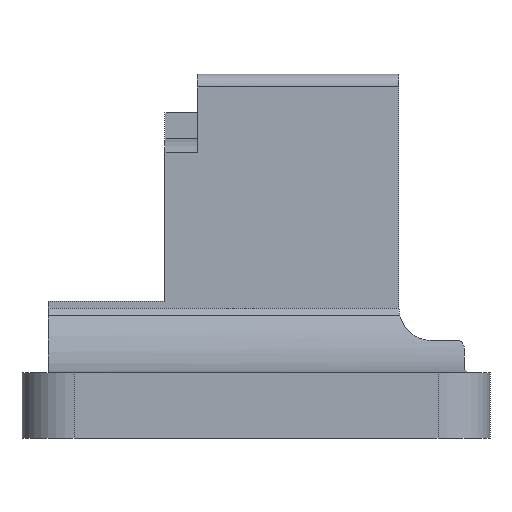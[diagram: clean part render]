
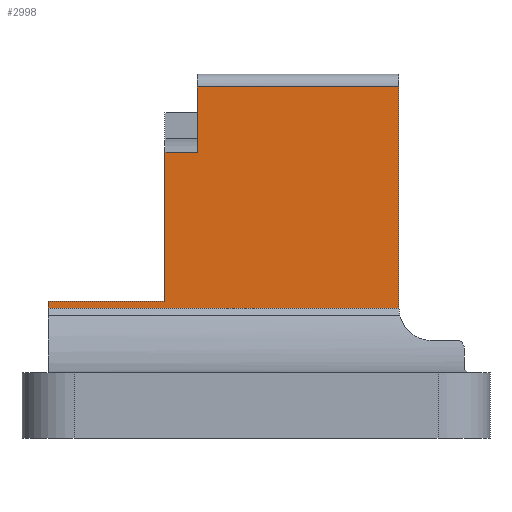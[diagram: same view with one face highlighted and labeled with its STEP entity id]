
A CAD part, front view. The second image highlights one B-rep face of the part: STEP entity #2998.
In plain terms, the highlighted planar face has unit normal (0, -1, 0).
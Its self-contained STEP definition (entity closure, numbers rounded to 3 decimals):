
#307 = PLANE('',#308);
#308 = AXIS2_PLACEMENT_3D('',#309,#310,#311);
#309 = CARTESIAN_POINT('',(-123.,-8.5,50.));
#310 = DIRECTION('',(-1.,0.,0.));
#311 = DIRECTION('',(0.,1.,0.));
#1358 = PLANE('',#1359);
#1359 = AXIS2_PLACEMENT_3D('',#1360,#1361,#1362);
#1360 = CARTESIAN_POINT('',(-59.,-13.5,55.));
#1361 = DIRECTION('',(0.,0.707,-0.707));
#1362 = DIRECTION('',(-1.,0.,0.));
#2006 = VERTEX_POINT('',#2007);
#2007 = CARTESIAN_POINT('',(-69.,-8.5,60.));
#2021 = PLANE('',#2022);
#2022 = AXIS2_PLACEMENT_3D('',#2023,#2024,#2025);
#2023 = CARTESIAN_POINT('',(-69.,-14.793,102.042));
#2024 = DIRECTION('',(1.,0.,0.));
#2025 = DIRECTION('',(0.,0.,1.));
#2111 = VERTEX_POINT('',#2112);
#2112 = CARTESIAN_POINT('',(-123.,-8.5,60.));
#2133 = EDGE_CURVE('',#2111,#2134,#2136,.T.);
#2134 = VERTEX_POINT('',#2135);
#2135 = CARTESIAN_POINT('',(-123.,-8.5,61.));
#2136 = SURFACE_CURVE('',#2137,(#2141,#2148),.PCURVE_S1.);
#2137 = LINE('',#2138,#2139);
#2138 = CARTESIAN_POINT('',(-123.,-8.5,50.));
#2139 = VECTOR('',#2140,1.);
#2140 = DIRECTION('',(0.,0.,1.));
#2141 = PCURVE('',#307,#2142);
#2142 = DEFINITIONAL_REPRESENTATION('',(#2143),#2147);
#2143 = LINE('',#2144,#2145);
#2144 = CARTESIAN_POINT('',(0.,0.));
#2145 = VECTOR('',#2146,1.);
#2146 = DIRECTION('',(0.,-1.));
#2147 = ( GEOMETRIC_REPRESENTATION_CONTEXT(2) 
PARAMETRIC_REPRESENTATION_CONTEXT() REPRESENTATION_CONTEXT('2D SPACE',''
  ) );
#2148 = PCURVE('',#2149,#2154);
#2149 = PLANE('',#2150);
#2150 = AXIS2_PLACEMENT_3D('',#2151,#2152,#2153);
#2151 = CARTESIAN_POINT('',(-59.,-8.5,50.));
#2152 = DIRECTION('',(0.,-1.,0.));
#2153 = DIRECTION('',(-1.,0.,0.));
#2154 = DEFINITIONAL_REPRESENTATION('',(#2155),#2159);
#2155 = LINE('',#2156,#2157);
#2156 = CARTESIAN_POINT('',(64.,0.));
#2157 = VECTOR('',#2158,1.);
#2158 = DIRECTION('',(0.,-1.));
#2159 = ( GEOMETRIC_REPRESENTATION_CONTEXT(2) 
PARAMETRIC_REPRESENTATION_CONTEXT() REPRESENTATION_CONTEXT('2D SPACE',''
  ) );
#2177 = PLANE('',#2178);
#2178 = AXIS2_PLACEMENT_3D('',#2179,#2180,#2181);
#2179 = CARTESIAN_POINT('',(-123.,-25.747,61.));
#2180 = DIRECTION('',(0.,0.,1.));
#2181 = DIRECTION('',(0.,1.,0.));
#2585 = EDGE_CURVE('',#2006,#2111,#2586,.T.);
#2586 = SURFACE_CURVE('',#2587,(#2591,#2598),.PCURVE_S1.);
#2587 = LINE('',#2588,#2589);
#2588 = CARTESIAN_POINT('',(-59.,-8.5,60.));
#2589 = VECTOR('',#2590,1.);
#2590 = DIRECTION('',(-1.,0.,0.));
#2591 = PCURVE('',#1358,#2592);
#2592 = DEFINITIONAL_REPRESENTATION('',(#2593),#2597);
#2593 = LINE('',#2594,#2595);
#2594 = CARTESIAN_POINT('',(0.,7.071));
#2595 = VECTOR('',#2596,1.);
#2596 = DIRECTION('',(1.,0.));
#2597 = ( GEOMETRIC_REPRESENTATION_CONTEXT(2) 
PARAMETRIC_REPRESENTATION_CONTEXT() REPRESENTATION_CONTEXT('2D SPACE',''
  ) );
#2598 = PCURVE('',#2149,#2599);
#2599 = DEFINITIONAL_REPRESENTATION('',(#2600),#2604);
#2600 = LINE('',#2601,#2602);
#2601 = CARTESIAN_POINT('',(0.,-10.));
#2602 = VECTOR('',#2603,1.);
#2603 = DIRECTION('',(1.,0.));
#2604 = ( GEOMETRIC_REPRESENTATION_CONTEXT(2) 
PARAMETRIC_REPRESENTATION_CONTEXT() REPRESENTATION_CONTEXT('2D SPACE',''
  ) );
#2669 = PLANE('',#2670);
#2670 = AXIS2_PLACEMENT_3D('',#2671,#2672,#2673);
#2671 = CARTESIAN_POINT('',(-105.,25.747,97.929));
#2672 = DIRECTION('',(-1.,0.,0.));
#2673 = DIRECTION('',(0.,0.,-1.));
#2721 = PLANE('',#2722);
#2722 = AXIS2_PLACEMENT_3D('',#2723,#2724,#2725);
#2723 = CARTESIAN_POINT('',(-100.,2.,86.));
#2724 = DIRECTION('',(1.,0.,0.));
#2725 = DIRECTION('',(0.,0.,1.));
#2814 = VERTEX_POINT('',#2815);
#2815 = CARTESIAN_POINT('',(-69.,-8.5,94.));
#2834 = CYLINDRICAL_SURFACE('',#2835,2.);
#2835 = AXIS2_PLACEMENT_3D('',#2836,#2837,#2838);
#2836 = CARTESIAN_POINT('',(-59.,-6.5,94.));
#2837 = DIRECTION('',(-1.,0.,0.));
#2838 = DIRECTION('',(0.,-1.,0.));
#2846 = EDGE_CURVE('',#2006,#2814,#2847,.T.);
#2847 = SURFACE_CURVE('',#2848,(#2852,#2858),.PCURVE_S1.);
#2848 = LINE('',#2849,#2850);
#2849 = CARTESIAN_POINT('',(-69.,-8.5,76.021));
#2850 = VECTOR('',#2851,1.);
#2851 = DIRECTION('',(0.,0.,1.));
#2852 = PCURVE('',#2021,#2853);
#2853 = DEFINITIONAL_REPRESENTATION('',(#2854),#2857);
#2854 = B_SPLINE_CURVE_WITH_KNOTS('',1,(#2855,#2856),.UNSPECIFIED.,.F.,
  .F.,(2,2),(-19.421,21.379),.PIECEWISE_BEZIER_KNOTS.);
#2855 = CARTESIAN_POINT('',(-45.442,-6.293));
#2856 = CARTESIAN_POINT('',(-4.642,-6.293));
#2857 = ( GEOMETRIC_REPRESENTATION_CONTEXT(2) 
PARAMETRIC_REPRESENTATION_CONTEXT() REPRESENTATION_CONTEXT('2D SPACE',''
  ) );
#2858 = PCURVE('',#2149,#2859);
#2859 = DEFINITIONAL_REPRESENTATION('',(#2860),#2863);
#2860 = B_SPLINE_CURVE_WITH_KNOTS('',1,(#2861,#2862),.UNSPECIFIED.,.F.,
  .F.,(2,2),(-19.421,21.379),.PIECEWISE_BEZIER_KNOTS.);
#2861 = CARTESIAN_POINT('',(10.,-6.6));
#2862 = CARTESIAN_POINT('',(10.,-47.4));
#2863 = ( GEOMETRIC_REPRESENTATION_CONTEXT(2) 
PARAMETRIC_REPRESENTATION_CONTEXT() REPRESENTATION_CONTEXT('2D SPACE',''
  ) );
#2956 = EDGE_CURVE('',#2957,#2134,#2959,.T.);
#2957 = VERTEX_POINT('',#2958);
#2958 = CARTESIAN_POINT('',(-105.,-8.5,61.));
#2959 = SURFACE_CURVE('',#2960,(#2964,#2970),.PCURVE_S1.);
#2960 = LINE('',#2961,#2962);
#2961 = CARTESIAN_POINT('',(-91.,-8.5,61.));
#2962 = VECTOR('',#2963,1.);
#2963 = DIRECTION('',(-1.,0.,0.));
#2964 = PCURVE('',#2177,#2965);
#2965 = DEFINITIONAL_REPRESENTATION('',(#2966),#2969);
#2966 = B_SPLINE_CURVE_WITH_KNOTS('',1,(#2967,#2968),.UNSPECIFIED.,.F.,
  .F.,(2,2),(12.2,33.8),.PIECEWISE_BEZIER_KNOTS.);
#2967 = CARTESIAN_POINT('',(17.247,-19.8));
#2968 = CARTESIAN_POINT('',(17.247,1.8));
#2969 = ( GEOMETRIC_REPRESENTATION_CONTEXT(2) 
PARAMETRIC_REPRESENTATION_CONTEXT() REPRESENTATION_CONTEXT('2D SPACE',''
  ) );
#2970 = PCURVE('',#2149,#2971);
#2971 = DEFINITIONAL_REPRESENTATION('',(#2972),#2975);
#2972 = B_SPLINE_CURVE_WITH_KNOTS('',1,(#2973,#2974),.UNSPECIFIED.,.F.,
  .F.,(2,2),(12.2,33.8),.PIECEWISE_BEZIER_KNOTS.);
#2973 = CARTESIAN_POINT('',(44.2,-11.));
#2974 = CARTESIAN_POINT('',(65.8,-11.));
#2975 = ( GEOMETRIC_REPRESENTATION_CONTEXT(2) 
PARAMETRIC_REPRESENTATION_CONTEXT() REPRESENTATION_CONTEXT('2D SPACE',''
  ) );
#2998 = ADVANCED_FACE('',(#2999),#2149,.T.);
#2999 = FACE_BOUND('',#3000,.T.);
#3000 = EDGE_LOOP('',(#3001,#3002,#3003,#3026,#3047,#3073,#3092,#3093));
#3001 = ORIENTED_EDGE('',*,*,#2585,.F.);
#3002 = ORIENTED_EDGE('',*,*,#2846,.T.);
#3003 = ORIENTED_EDGE('',*,*,#3004,.T.);
#3004 = EDGE_CURVE('',#2814,#3005,#3007,.T.);
#3005 = VERTEX_POINT('',#3006);
#3006 = CARTESIAN_POINT('',(-100.,-8.5,94.));
#3007 = SURFACE_CURVE('',#3008,(#3012,#3019),.PCURVE_S1.);
#3008 = LINE('',#3009,#3010);
#3009 = CARTESIAN_POINT('',(-59.,-8.5,94.));
#3010 = VECTOR('',#3011,1.);
#3011 = DIRECTION('',(-1.,0.,0.));
#3012 = PCURVE('',#2149,#3013);
#3013 = DEFINITIONAL_REPRESENTATION('',(#3014),#3018);
#3014 = LINE('',#3015,#3016);
#3015 = CARTESIAN_POINT('',(0.,-44.));
#3016 = VECTOR('',#3017,1.);
#3017 = DIRECTION('',(1.,0.));
#3018 = ( GEOMETRIC_REPRESENTATION_CONTEXT(2) 
PARAMETRIC_REPRESENTATION_CONTEXT() REPRESENTATION_CONTEXT('2D SPACE',''
  ) );
#3019 = PCURVE('',#2834,#3020);
#3020 = DEFINITIONAL_REPRESENTATION('',(#3021),#3025);
#3021 = LINE('',#3022,#3023);
#3022 = CARTESIAN_POINT('',(0.,0.));
#3023 = VECTOR('',#3024,1.);
#3024 = DIRECTION('',(0.,1.));
#3025 = ( GEOMETRIC_REPRESENTATION_CONTEXT(2) 
PARAMETRIC_REPRESENTATION_CONTEXT() REPRESENTATION_CONTEXT('2D SPACE',''
  ) );
#3026 = ORIENTED_EDGE('',*,*,#3027,.F.);
#3027 = EDGE_CURVE('',#3028,#3005,#3030,.T.);
#3028 = VERTEX_POINT('',#3029);
#3029 = CARTESIAN_POINT('',(-100.,-8.5,83.978));
#3030 = SURFACE_CURVE('',#3031,(#3035,#3041),.PCURVE_S1.);
#3031 = LINE('',#3032,#3033);
#3032 = CARTESIAN_POINT('',(-100.,-8.5,68.));
#3033 = VECTOR('',#3034,1.);
#3034 = DIRECTION('',(0.,0.,1.));
#3035 = PCURVE('',#2149,#3036);
#3036 = DEFINITIONAL_REPRESENTATION('',(#3037),#3040);
#3037 = B_SPLINE_CURVE_WITH_KNOTS('',1,(#3038,#3039),.UNSPECIFIED.,.F.,
  .F.,(2,2),(-1.873,30.4),.PIECEWISE_BEZIER_KNOTS.);
#3038 = CARTESIAN_POINT('',(41.,-16.127));
#3039 = CARTESIAN_POINT('',(41.,-48.4));
#3040 = ( GEOMETRIC_REPRESENTATION_CONTEXT(2) 
PARAMETRIC_REPRESENTATION_CONTEXT() REPRESENTATION_CONTEXT('2D SPACE',''
  ) );
#3041 = PCURVE('',#2721,#3042);
#3042 = DEFINITIONAL_REPRESENTATION('',(#3043),#3046);
#3043 = B_SPLINE_CURVE_WITH_KNOTS('',1,(#3044,#3045),.UNSPECIFIED.,.F.,
  .F.,(2,2),(-1.873,30.4),.PIECEWISE_BEZIER_KNOTS.);
#3044 = CARTESIAN_POINT('',(-19.873,10.5));
#3045 = CARTESIAN_POINT('',(12.4,10.5));
#3046 = ( GEOMETRIC_REPRESENTATION_CONTEXT(2) 
PARAMETRIC_REPRESENTATION_CONTEXT() REPRESENTATION_CONTEXT('2D SPACE',''
  ) );
#3047 = ORIENTED_EDGE('',*,*,#3048,.T.);
#3048 = EDGE_CURVE('',#3028,#3049,#3051,.T.);
#3049 = VERTEX_POINT('',#3050);
#3050 = CARTESIAN_POINT('',(-105.,-8.5,83.978));
#3051 = SURFACE_CURVE('',#3052,(#3056,#3062),.PCURVE_S1.);
#3052 = LINE('',#3053,#3054);
#3053 = CARTESIAN_POINT('',(-105.,-8.5,83.978));
#3054 = VECTOR('',#3055,1.);
#3055 = DIRECTION('',(-1.,0.,0.));
#3056 = PCURVE('',#2149,#3057);
#3057 = DEFINITIONAL_REPRESENTATION('',(#3058),#3061);
#3058 = B_SPLINE_CURVE_WITH_KNOTS('',1,(#3059,#3060),.UNSPECIFIED.,.F.,
  .F.,(2,2),(-5.,0.),.PIECEWISE_BEZIER_KNOTS.);
#3059 = CARTESIAN_POINT('',(41.,-33.978));
#3060 = CARTESIAN_POINT('',(46.,-33.978));
#3061 = ( GEOMETRIC_REPRESENTATION_CONTEXT(2) 
PARAMETRIC_REPRESENTATION_CONTEXT() REPRESENTATION_CONTEXT('2D SPACE',''
  ) );
#3062 = PCURVE('',#3063,#3068);
#3063 = CYLINDRICAL_SURFACE('',#3064,18.);
#3064 = AXIS2_PLACEMENT_3D('',#3065,#3066,#3067);
#3065 = CARTESIAN_POINT('',(-105.,0.,68.111));
#3066 = DIRECTION('',(-1.,0.,0.));
#3067 = DIRECTION('',(0.,-1.,0.));
#3068 = DEFINITIONAL_REPRESENTATION('',(#3069),#3072);
#3069 = B_SPLINE_CURVE_WITH_KNOTS('',1,(#3070,#3071),.UNSPECIFIED.,.F.,
  .F.,(2,2),(-5.,0.),.PIECEWISE_BEZIER_KNOTS.);
#3070 = CARTESIAN_POINT('',(1.079,-5.));
#3071 = CARTESIAN_POINT('',(1.079,0.));
#3072 = ( GEOMETRIC_REPRESENTATION_CONTEXT(2) 
PARAMETRIC_REPRESENTATION_CONTEXT() REPRESENTATION_CONTEXT('2D SPACE',''
  ) );
#3073 = ORIENTED_EDGE('',*,*,#3074,.T.);
#3074 = EDGE_CURVE('',#3049,#2957,#3075,.T.);
#3075 = SURFACE_CURVE('',#3076,(#3080,#3086),.PCURVE_S1.);
#3076 = LINE('',#3077,#3078);
#3077 = CARTESIAN_POINT('',(-105.,-8.5,73.965));
#3078 = VECTOR('',#3079,1.);
#3079 = DIRECTION('',(-0.,-0.,-1.));
#3080 = PCURVE('',#2149,#3081);
#3081 = DEFINITIONAL_REPRESENTATION('',(#3082),#3085);
#3082 = B_SPLINE_CURVE_WITH_KNOTS('',1,(#3083,#3084),.UNSPECIFIED.,.F.,
  .F.,(2,2),(-24.435,16.658),.PIECEWISE_BEZIER_KNOTS.);
#3083 = CARTESIAN_POINT('',(46.,-48.4));
#3084 = CARTESIAN_POINT('',(46.,-7.307));
#3085 = ( GEOMETRIC_REPRESENTATION_CONTEXT(2) 
PARAMETRIC_REPRESENTATION_CONTEXT() REPRESENTATION_CONTEXT('2D SPACE',''
  ) );
#3086 = PCURVE('',#2669,#3087);
#3087 = DEFINITIONAL_REPRESENTATION('',(#3088),#3091);
#3088 = B_SPLINE_CURVE_WITH_KNOTS('',1,(#3089,#3090),.UNSPECIFIED.,.F.,
  .F.,(2,2),(-24.435,16.658),.PIECEWISE_BEZIER_KNOTS.);
#3089 = CARTESIAN_POINT('',(-0.471,34.247));
#3090 = CARTESIAN_POINT('',(40.622,34.247));
#3091 = ( GEOMETRIC_REPRESENTATION_CONTEXT(2) 
PARAMETRIC_REPRESENTATION_CONTEXT() REPRESENTATION_CONTEXT('2D SPACE',''
  ) );
#3092 = ORIENTED_EDGE('',*,*,#2956,.T.);
#3093 = ORIENTED_EDGE('',*,*,#2133,.F.);
